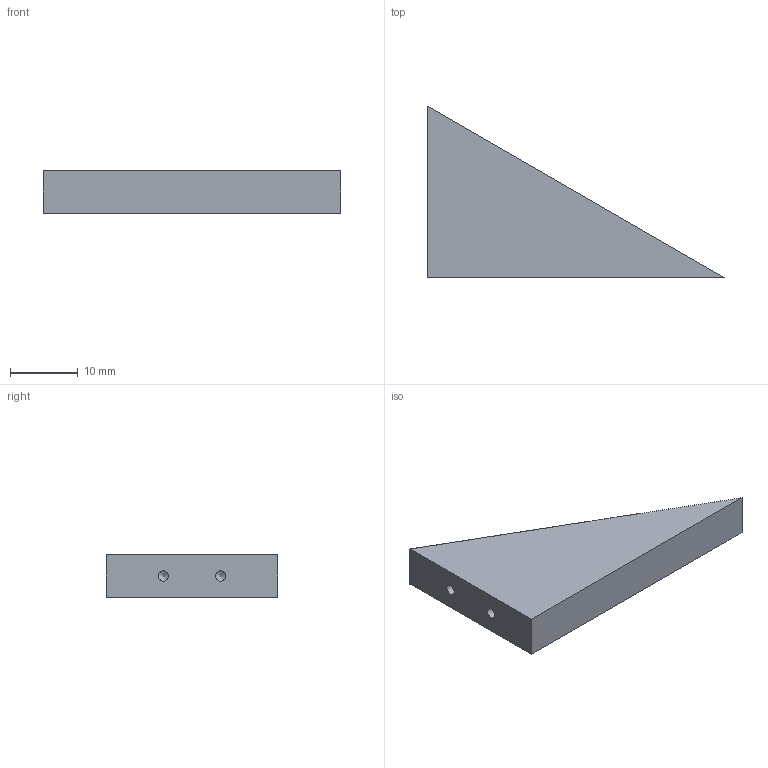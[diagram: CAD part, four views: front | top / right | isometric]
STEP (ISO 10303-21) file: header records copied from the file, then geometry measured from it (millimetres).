
FILE_DESCRIPTION(/* description */ (''),/* implementation_level */ '2;1');
FILE_NAME(/* name */ 'WedgeUHMWPiece.stp',/* time_stamp */ '2021-08-26T14:03:25-04:00',/* author */ ('Esketitttttt'),/* organization */ (''),/* preprocessor_version */ 'ST-DEVELOPER v18.1',/* originating_system */ 'Autodesk Inventor 2022',/* authorisation */ '');
FILE_SCHEMA (('AUTOMOTIVE_DESIGN { 1 0 10303 214 3 1 1 }'));
Length unit declared in the file: inch
Products named in the file (1): WedgeUHMWPiece
Bounding box: 43.99 x 25.4 x 6.35 mm (x, y, z)
Volume: 3512.6 mm3; surface area: 1972.5 mm2
Topology: 1 solids, 1 shells, 9 faces, 19 edges, 12 vertices
Faces by surface type: plane 5, cone 2, cylinder 2
Full cylindrical faces by diameter (mm): 1.524 x2
Entity records: 274 total; most frequent: DIRECTION 41, CARTESIAN_POINT 39, ORIENTED_EDGE 34, EDGE_CURVE 17, AXIS2_PLACEMENT_3D 14, LINE 13, VECTOR 13, VERTEX_POINT 12
